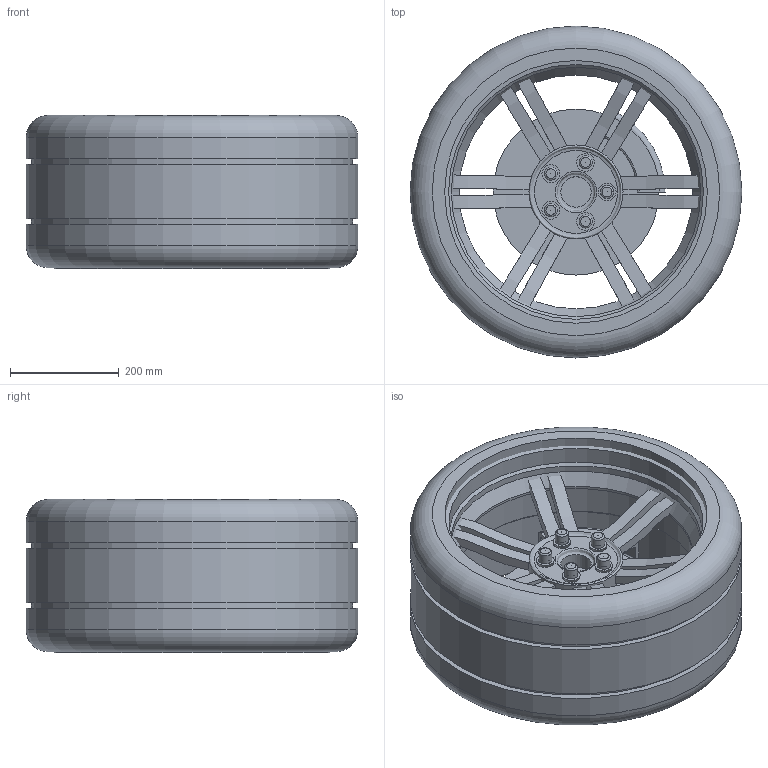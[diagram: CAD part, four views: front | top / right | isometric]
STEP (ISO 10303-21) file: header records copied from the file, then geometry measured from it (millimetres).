
FILE_DESCRIPTION((('zoo.dev export')), '2;1');
FILE_NAME('dump.step', '2021-01-01T00:00:00+00:00', ('Author unknown'), ('Organization unknown'), 'zoo.dev beta', 'zoo.dev', 'Authorization unknown');
FILE_SCHEMA(('AP203_CONFIGURATION_CONTROLLED_3D_DESIGN_OF_MECHANICAL_PARTS_AND_ASSEMBLIES_MIM_LF'));
Length unit declared in the file: metre
Products named in the file (24): UNIDENTIFIED_PRODUCT
Bounding box: 609.6 x 609.6 x 281.48 mm (x, y, z)
Volume: 35453076.7 mm3; surface area: 2812105 mm2
Topology: 26 solids, 26 shells, 302 faces, 608 edges, 393 vertices
Faces by surface type: plane 159, cylinder 86, bspline 42, torus 15
Full cylindrical faces by diameter (mm): 0.051 x5, 12.7 x17, 16 x5, 16.002 x10, 20.4 x5, 24 x5, 30.48 x5, 55.88 x1, 76.2 x3, 152.4 x4, 172.72 x1, 304.8 x2, 429.514 x1, 458.47 x2, 468.122 x2, 472.948 x1, 482.6 x3, 492.252 x2, 506.73 x2, 589.788 x2, 609.6 x3
Entity records: 8895 total; most frequent: CARTESIAN_POINT 2478, DIRECTION 1149, ORIENTED_EDGE 988, EDGE_CURVE 629, EDGE_LOOP 509, FACE_BOUND 509, AXIS2_PLACEMENT_3D 474, VERTEX_POINT 389
